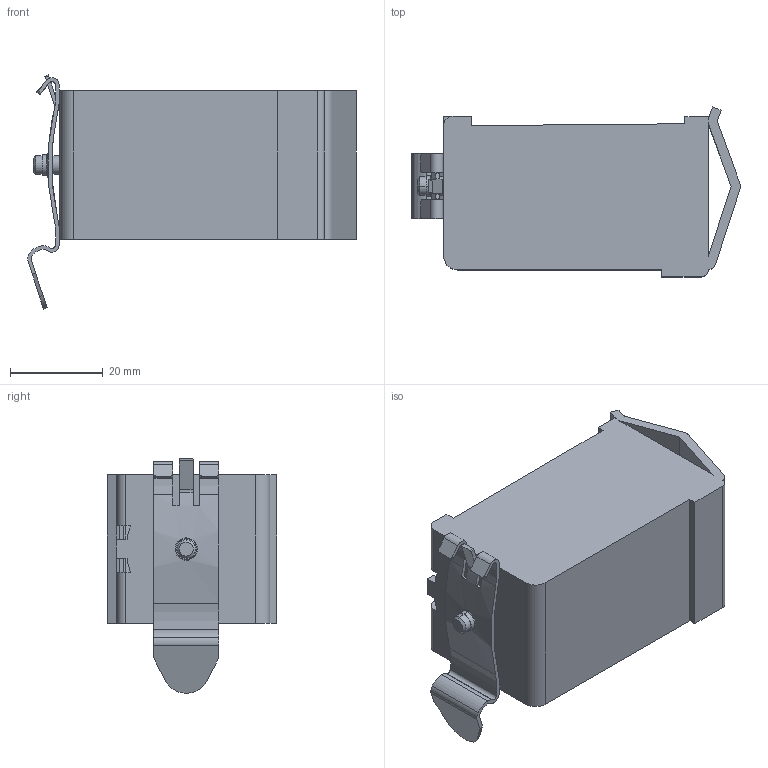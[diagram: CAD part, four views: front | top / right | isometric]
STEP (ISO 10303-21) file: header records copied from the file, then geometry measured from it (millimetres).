
FILE_DESCRIPTION((''),'2;1');
FILE_NAME('ASM0001_ASM','2022-06-17T',('Administrator'),(''),'PRO/ENGINEER BY PARAMETRIC TECHNOLOGY CORPORATION, 2013230','PRO/ENGINEER BY PARAMETRIC TECHNOLOGY CORPORATION, 2013230','');
FILE_SCHEMA(('AUTOMOTIVE_DESIGN { 1 0 10303 214 1 1 1 1 }'));
Length unit declared in the file: millimetre
Products named in the file (1): ASM0001_ASM
Bounding box: 70.7 x 36.51 x 50.38 mm (x, y, z)
Volume: 60212.2 mm3; surface area: 13672 mm2
Topology: 1 solids, 1 shells, 117 faces, 345 edges, 232 vertices
Faces by surface type: plane 60, cylinder 51, bspline 4, cone 2
Entity records: 4397 total; most frequent: CARTESIAN_POINT 1134, ORIENTED_EDGE 690, DIRECTION 669, EDGE_CURVE 345, VERTEX_POINT 232, AXIS2_PLACEMENT_3D 231, VECTOR 207, LINE 207
